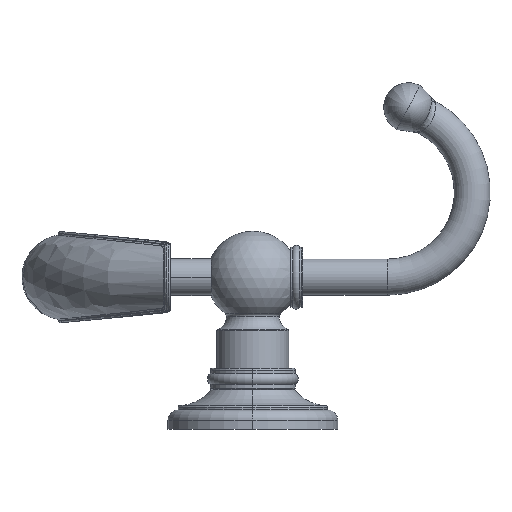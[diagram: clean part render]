
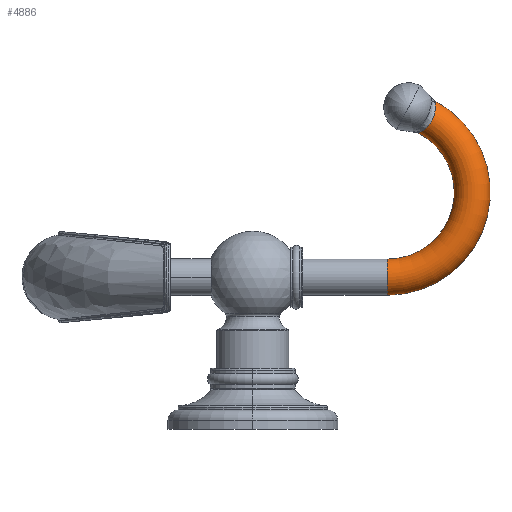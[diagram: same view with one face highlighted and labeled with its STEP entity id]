
A CAD part, left-side view. The second image highlights one B-rep face of the part: STEP entity #4886.
In plain terms, the highlighted toroidal (fillet/blend) face has major radius 25.4 mm and minor radius 5.397 mm.
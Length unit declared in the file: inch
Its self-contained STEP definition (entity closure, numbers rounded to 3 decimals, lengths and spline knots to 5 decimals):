
#429=CARTESIAN_POINT('',(0.,-1.58661,1.79463));
#430=DIRECTION('',(0.,1.,0.));
#431=DIRECTION('',(0.,0.,-1.));
#432=AXIS2_PLACEMENT_3D('',#429,#430,#431);
#434=CARTESIAN_POINT('',(0.,-1.58661,1.79463));
#435=DIRECTION('',(0.,1.,0.));
#436=DIRECTION('',(-1.,0.,0.));
#437=AXIS2_PLACEMENT_3D('',#434,#435,#436);
#439=CARTESIAN_POINT('',(0.,-2.05479,3.67827));
#440=DIRECTION('',(0.,-0.884,-0.468));
#441=DIRECTION('',(-0.399,0.429,-0.81));
#442=AXIS2_PLACEMENT_3D('',#439,#440,#441);
#444=CARTESIAN_POINT('',(-0.08471,-1.96355,
3.50606));
#445=CARTESIAN_POINT('',(-0.09067,-1.96679,
3.50727));
#446=CARTESIAN_POINT('',(-0.1025,-1.97386,
3.51006));
#447=CARTESIAN_POINT('',(-0.12007,-1.98619,
3.51559));
#448=CARTESIAN_POINT('',(-0.13669,-1.99959,
3.52251));
#449=CARTESIAN_POINT('',(-0.15193,-2.01352,
3.53077));
#450=CARTESIAN_POINT('',(-0.16535,-2.02731,
3.54017));
#451=CARTESIAN_POINT('',(-0.1769,-2.04063,
3.55051));
#452=CARTESIAN_POINT('',(-0.18668,-2.05334,
3.56172));
#453=CARTESIAN_POINT('',(-0.19476,-2.06534,
3.57367));
#454=CARTESIAN_POINT('',(-0.20127,-2.07661,
3.58632));
#455=CARTESIAN_POINT('',(-0.20627,-2.08716,
3.59963));
#456=CARTESIAN_POINT('',(-0.20983,-2.09696,
3.61357));
#457=CARTESIAN_POINT('',(-0.21198,-2.10603,
3.62814));
#458=CARTESIAN_POINT('',(-0.21274,-2.11436,
3.64334));
#459=CARTESIAN_POINT('',(-0.21207,-2.12192,
3.65914));
#460=CARTESIAN_POINT('',(-0.20996,-2.1287,
3.67553));
#461=CARTESIAN_POINT('',(-0.20633,-2.13464,
3.69248));
#462=CARTESIAN_POINT('',(-0.20113,-2.13971,
3.7099));
#463=CARTESIAN_POINT('',(-0.19428,-2.14385,
3.7277));
#464=CARTESIAN_POINT('',(-0.18571,-2.14702,
3.7457));
#465=CARTESIAN_POINT('',(-0.17539,-2.14919,
3.7637));
#466=CARTESIAN_POINT('',(-0.16334,-2.15038,
3.78137));
#467=CARTESIAN_POINT('',(-0.14969,-2.15064,
3.7983));
#468=CARTESIAN_POINT('',(-0.13464,-2.15013,
3.81408));
#469=CARTESIAN_POINT('',(-0.11852,-2.14902,
3.82829));
#470=CARTESIAN_POINT('',(-0.1017,-2.14757,
3.84063));
#471=CARTESIAN_POINT('',(-0.09038,-2.14654,
3.84742));
#472=CARTESIAN_POINT('',(-0.08471,-2.14604,
3.85048));
#474=CARTESIAN_POINT('',(0.,-2.05479,3.67827));
#475=DIRECTION('',(0.,-0.884,-0.468));
#476=DIRECTION('',(0.,-0.468,0.884));
#477=AXIS2_PLACEMENT_3D('',#474,#475,#476);
#479=CARTESIAN_POINT('',(0.,-1.58661,2.79463));
#480=DIRECTION('',(1.,0.,0.));
#481=DIRECTION('',(0.,-0.468,0.884));
#482=AXIS2_PLACEMENT_3D('',#479,#480,#481);
#534=CARTESIAN_POINT('',(0.,-1.58661,2.79463));
#535=DIRECTION('',(1.,0.,0.));
#536=DIRECTION('',(0.,-0.468,0.884));
#537=AXIS2_PLACEMENT_3D('',#534,#535,#536);
#580=CARTESIAN_POINT('',(-0.08471,-1.96355,
3.50606));
#4181=VERTEX_POINT('',#580);
#4183=VERTEX_POINT('',#472);
#4185=CARTESIAN_POINT('',(0.,-1.95531,3.4905));
#4186=VERTEX_POINT('',#4185);
#4187=CARTESIAN_POINT('',(0.,-2.15428,3.86604));
#4188=VERTEX_POINT('',#4187);
#4189=CARTESIAN_POINT('',(0.,-1.58661,2.00713));
#4191=VERTEX_POINT('',#4189);
#4193=CARTESIAN_POINT('',(0.,-1.58661,1.58213));
#4194=CARTESIAN_POINT('',(-0.2125,-1.58661,1.79463));
#4195=VERTEX_POINT('',#4193);
#4196=VERTEX_POINT('',#4194);
#4867=CARTESIAN_POINT('',(0.,-1.58661,2.79463));
#4868=DIRECTION('',(1.,0.,0.));
#4869=DIRECTION('',(0.,0.468,-0.884));
#4870=AXIS2_PLACEMENT_3D('',#4867,#4868,#4869);
#4871=TOROIDAL_SURFACE('',#4870,1.,0.2125);
#4872=ORIENTED_EDGE('',*,*,#4861,.T.);
#4873=ORIENTED_EDGE('',*,*,#4859,.T.);
#4875=ORIENTED_EDGE('',*,*,#4874,.F.);
#4877=ORIENTED_EDGE('',*,*,#4876,.F.);
#4879=ORIENTED_EDGE('',*,*,#4878,.T.);
#4881=ORIENTED_EDGE('',*,*,#4880,.F.);
#4883=ORIENTED_EDGE('',*,*,#4882,.T.);
#4884=EDGE_LOOP('',(#4872,#4873,#4875,#4877,#4879,#4881,#4883));
#4885=FACE_OUTER_BOUND('',#4884,.F.);
#4886=ADVANCED_FACE('',(#4885),#4871,.T.);
#433=CIRCLE('',#432,0.2125);
#438=CIRCLE('',#437,0.2125);
#443=CIRCLE('',#442,0.2125);
#473=B_SPLINE_CURVE_WITH_KNOTS('',3,(#444,#445,#446,#447,#448,#449,#450,#451,
#452,#453,#454,#455,#456,#457,#458,#459,#460,#461,#462,#463,#464,#465,#466,#467,
#468,#469,#470,#471,#472),.UNSPECIFIED.,.F.,.F.,(4,1,1,1,1,1,1,1,1,1,1,1,1,1,1,
1,1,1,1,1,1,1,1,1,1,1,4),(0.,0.03846,0.07692,
0.11538,0.15385,0.19231,0.23077,
0.26923,0.30769,0.34615,0.38462,
0.42308,0.46154,0.5,0.53846,0.57692,
0.61538,0.65385,0.69231,0.73077,
0.76923,0.80769,0.84615,0.88462,
0.92308,0.96154,1.),.UNSPECIFIED.);
#478=CIRCLE('',#477,0.2125);
#483=CIRCLE('',#482,1.2125);
#538=CIRCLE('',#537,0.7875);
#4859=EDGE_CURVE('',#4196,#4191,#438,.T.);
#4861=EDGE_CURVE('',#4195,#4196,#433,.T.);
#4874=EDGE_CURVE('',#4186,#4191,#538,.T.);
#4876=EDGE_CURVE('',#4181,#4186,#443,.T.);
#4878=EDGE_CURVE('',#4181,#4183,#473,.T.);
#4880=EDGE_CURVE('',#4188,#4183,#478,.T.);
#4882=EDGE_CURVE('',#4188,#4195,#483,.T.);
